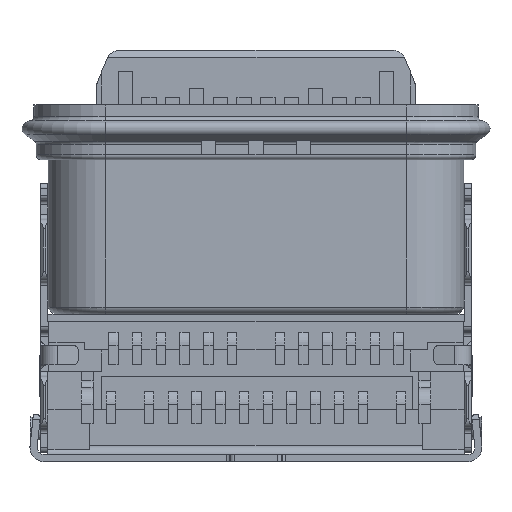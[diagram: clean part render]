
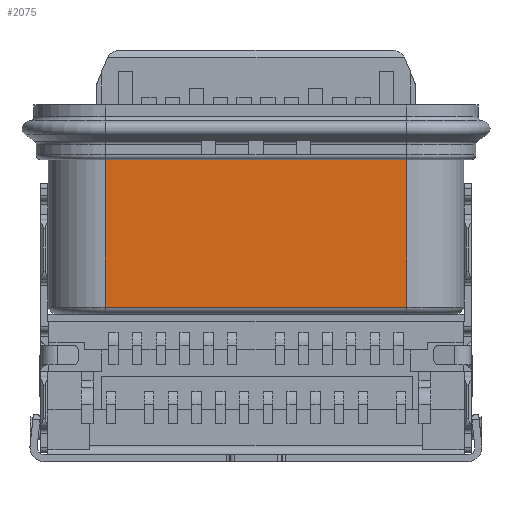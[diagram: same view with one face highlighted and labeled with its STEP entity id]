
A CAD part, front view. The second image highlights one B-rep face of the part: STEP entity #2075.
In plain terms, the highlighted planar face has unit normal (0, -1, 0).
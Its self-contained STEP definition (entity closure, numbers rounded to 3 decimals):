
#392 = CARTESIAN_POINT ( 'NONE',  ( -3.17, -1.48, -1.151 ) ) ;
#470 = VECTOR ( 'NONE', #15924, 1000. ) ;
#894 = VECTOR ( 'NONE', #2179, 1000. ) ;
#1106 = CARTESIAN_POINT ( 'NONE',  ( -3.17, -1.48, -1.151 ) ) ;
#1905 = ORIENTED_EDGE ( 'NONE', *, *, #25720, .F. ) ;
#2075 = ADVANCED_FACE ( 'NONE', ( #6351 ), #12384, .T. ) ;
#2179 = DIRECTION ( 'NONE',  ( 0., 0., -1. ) ) ;
#2220 = VERTEX_POINT ( 'NONE', #25484 ) ;
#3236 = VERTEX_POINT ( 'NONE', #6186 ) ;
#4828 = LINE ( 'NONE', #27612, #19668 ) ;
#6186 = CARTESIAN_POINT ( 'NONE',  ( 3.17, -1.48, -1.151 ) ) ;
#6351 = FACE_OUTER_BOUND ( 'NONE', #23550, .T. ) ;
#9163 = AXIS2_PLACEMENT_3D ( 'NONE', #12711, #12596, #17615 ) ;
#9950 = CARTESIAN_POINT ( 'NONE',  ( -3.17, -1.48, -1.151 ) ) ;
#12384 = PLANE ( 'NONE',  #9163 ) ;
#12596 = DIRECTION ( 'NONE',  ( 0., -1., 0. ) ) ;
#12638 = DIRECTION ( 'NONE',  ( 1., 0., 0. ) ) ;
#12711 = CARTESIAN_POINT ( 'NONE',  ( -3.17, -1.48, 0. ) ) ;
#14202 = VECTOR ( 'NONE', #12638, 1000. ) ;
#14537 = LINE ( 'NONE', #17093, #894 ) ;
#15924 = DIRECTION ( 'NONE',  ( 0., 0., -1. ) ) ;
#17022 = EDGE_CURVE ( 'NONE', #3236, #22402, #14537, .T. ) ;
#17093 = CARTESIAN_POINT ( 'NONE',  ( 3.17, -1.48, -1.151 ) ) ;
#17615 = DIRECTION ( 'NONE',  ( 0., 0., -1. ) ) ;
#18166 = CARTESIAN_POINT ( 'NONE',  ( 3.17, -1.48, -4.25 ) ) ;
#19668 = VECTOR ( 'NONE', #22260, 1000. ) ;
#21581 = ORIENTED_EDGE ( 'NONE', *, *, #17022, .F. ) ;
#22260 = DIRECTION ( 'NONE',  ( -1., 0., 0. ) ) ;
#22402 = VERTEX_POINT ( 'NONE', #18166 ) ;
#22873 = VERTEX_POINT ( 'NONE', #392 ) ;
#23550 = EDGE_LOOP ( 'NONE', ( #31504, #1905, #21581, #28125 ) ) ;
#25484 = CARTESIAN_POINT ( 'NONE',  ( -3.17, -1.48, -4.25 ) ) ;
#25668 = EDGE_CURVE ( 'NONE', #22873, #3236, #26301, .T. ) ;
#25720 = EDGE_CURVE ( 'NONE', #22402, #2220, #4828, .T. ) ;
#26301 = LINE ( 'NONE', #9950, #14202 ) ;
#26400 = EDGE_CURVE ( 'NONE', #22873, #2220, #29702, .T. ) ;
#27612 = CARTESIAN_POINT ( 'NONE',  ( 3.17, -1.48, -4.25 ) ) ;
#28125 = ORIENTED_EDGE ( 'NONE', *, *, #25668, .F. ) ;
#29702 = LINE ( 'NONE', #1106, #470 ) ;
#31504 = ORIENTED_EDGE ( 'NONE', *, *, #26400, .T. ) ;
